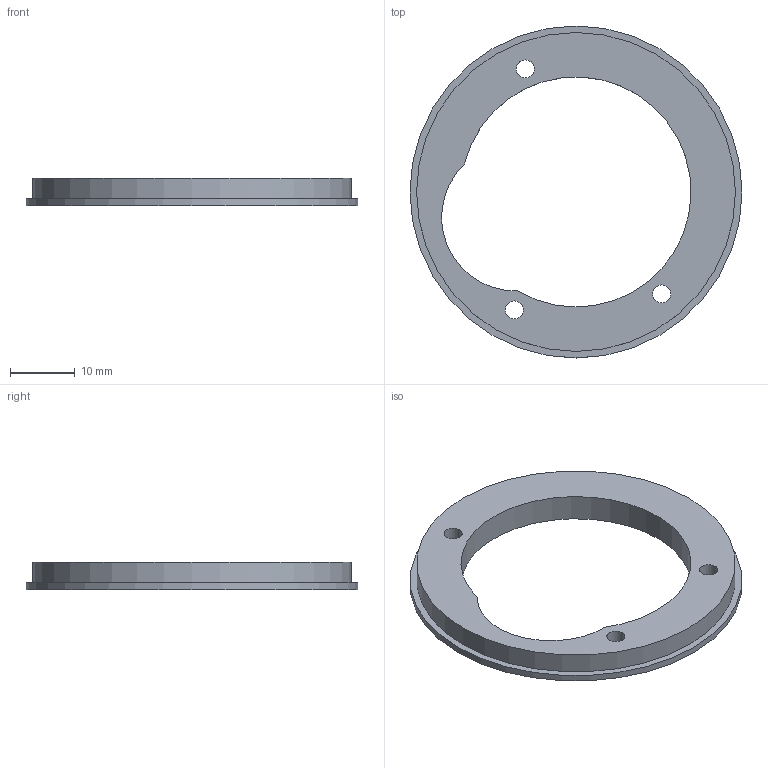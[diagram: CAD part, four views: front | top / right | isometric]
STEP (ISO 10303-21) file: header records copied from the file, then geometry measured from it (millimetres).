
FILE_DESCRIPTION(/* description */ ('Unknown'),/* implementation_level */ '2;1');
FILE_NAME(/* name */ 'WWVBclockEnclosure-interface',/* time_stamp */ '2025-05-09T18:37:20Z',/* author */ ('Unknown'),/* organization */ ('Unknown'),/* preprocessor_version */ 'ST-DEVELOPER v19.4',/* originating_system */ 'Solid Edge',/* authorisation */ 'Unknown');
FILE_SCHEMA (('AUTOMOTIVE_DESIGN {1 0 10303 214 3 1 1}'));
Length unit declared in the file: millimetre
Products named in the file (1): WWVBclockEnclosure-interface
Bounding box: 51.31 x 51.31 x 4.19 mm (x, y, z)
Volume: 3658.2 mm3; surface area: 3242.2 mm2
Topology: 1 solids, 1 shells, 10 faces, 24 edges, 17 vertices
Faces by surface type: cylinder 7, plane 3
Full cylindrical faces by diameter (mm): 2.794 x3, 49.276 x1, 51.308 x1
Entity records: 374 total; most frequent: DIRECTION 54, CARTESIAN_POINT 43, ORIENTED_EDGE 36, AXIS2_PLACEMENT_3D 25, EDGE_LOOP 22, FACE_BOUND 22, EDGE_CURVE 18, VERTEX_POINT 14
